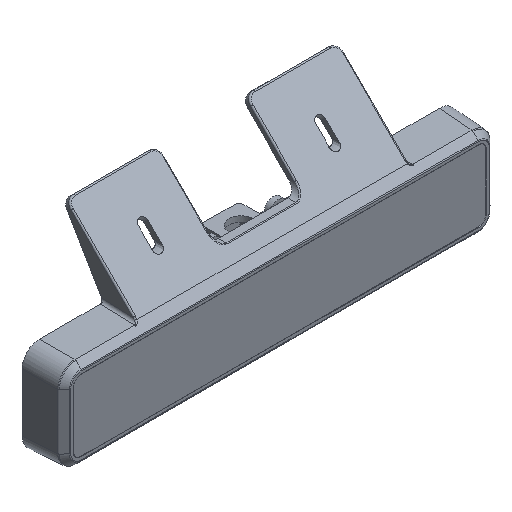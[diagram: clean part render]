
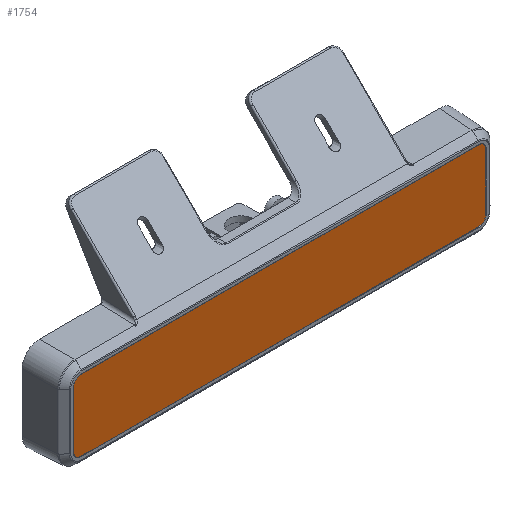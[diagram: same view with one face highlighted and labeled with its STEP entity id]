
A CAD part, isometric view. The second image highlights one B-rep face of the part: STEP entity #1754.
In plain terms, the highlighted planar face has unit normal (0, -1, 0).
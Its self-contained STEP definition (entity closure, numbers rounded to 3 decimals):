
#1285=FACE_OUTER_BOUND('',#3264,.T.);
#1754=ADVANCED_FACE('',(#1285),#2270,.T.);
#2270=PLANE('',#10806);
#2645=CIRCLE('',#10796,2.4);
#2646=CIRCLE('',#10799,2.4);
#2647=CIRCLE('',#10804,2.5);
#2648=CIRCLE('',#10805,2.5);
#3264=EDGE_LOOP('',(#4628,#4629,#4630,#4631,#4632,#4633,#4634,#4635));
#4628=ORIENTED_EDGE('',*,*,#7780,.T.);
#4629=ORIENTED_EDGE('',*,*,#7784,.T.);
#4630=ORIENTED_EDGE('',*,*,#7782,.T.);
#4631=ORIENTED_EDGE('',*,*,#7772,.T.);
#4632=ORIENTED_EDGE('',*,*,#7774,.T.);
#4633=ORIENTED_EDGE('',*,*,#7776,.T.);
#4634=ORIENTED_EDGE('',*,*,#7778,.T.);
#4635=ORIENTED_EDGE('',*,*,#7785,.T.);
#6718=VERTEX_POINT('',#15011);
#6719=VERTEX_POINT('',#15013);
#6720=VERTEX_POINT('',#15017);
#6721=VERTEX_POINT('',#15021);
#6722=VERTEX_POINT('',#15025);
#6723=VERTEX_POINT('',#15029);
#6724=VERTEX_POINT('',#15031);
#6725=VERTEX_POINT('',#15035);
#7772=EDGE_CURVE('',#6718,#6719,#2645,.T.);
#7774=EDGE_CURVE('',#6719,#6720,#9053,.T.);
#7776=EDGE_CURVE('',#6720,#6721,#2646,.T.);
#7778=EDGE_CURVE('',#6721,#6722,#9056,.T.);
#7780=EDGE_CURVE('',#6724,#6723,#9058,.T.);
#7782=EDGE_CURVE('',#6725,#6718,#9060,.T.);
#7784=EDGE_CURVE('',#6723,#6725,#2647,.T.);
#7785=EDGE_CURVE('',#6722,#6724,#2648,.T.);
#9053=LINE('',#15018,#10001);
#9056=LINE('',#15026,#10004);
#9058=LINE('',#15030,#10006);
#9060=LINE('',#15034,#10008);
#10001=VECTOR('',#12273,1.);
#10004=VECTOR('',#12282,1.);
#10006=VECTOR('',#12286,1.);
#10008=VECTOR('',#12290,1.);
#10796=AXIS2_PLACEMENT_3D('',#15014,#12268,#12269);
#10799=AXIS2_PLACEMENT_3D('',#15022,#12277,#12278);
#10804=AXIS2_PLACEMENT_3D('',#15038,#12294,#12295);
#10805=AXIS2_PLACEMENT_3D('',#15039,#12296,#12297);
#10806=AXIS2_PLACEMENT_3D('',#15040,#12298,#12299);
#12268=DIRECTION('',(0.,-1.,0.));
#12269=DIRECTION('',(0.,0.,-1.));
#12273=DIRECTION('',(-1.,0.,0.));
#12277=DIRECTION('',(0.,-1.,0.));
#12278=DIRECTION('',(0.,0.,-1.));
#12282=DIRECTION('',(0.,0.,-1.));
#12286=DIRECTION('',(1.,0.,0.));
#12290=DIRECTION('',(0.,0.,1.));
#12294=DIRECTION('',(0.,-1.,0.));
#12295=DIRECTION('',(0.,0.,-1.));
#12296=DIRECTION('',(0.,-1.,0.));
#12297=DIRECTION('',(0.,0.,-1.));
#12298=DIRECTION('',(0.,-1.,0.));
#12299=DIRECTION('',(0.,0.,-1.));
#15011=CARTESIAN_POINT('',(71.101,0.05,-1.5));
#15013=CARTESIAN_POINT('',(68.701,0.05,0.9));
#15014=CARTESIAN_POINT('',(68.701,0.05,-1.5));
#15017=CARTESIAN_POINT('',(-68.701,0.05,0.9));
#15018=CARTESIAN_POINT('',(0.,0.05,0.9));
#15021=CARTESIAN_POINT('',(-71.101,0.05,-1.5));
#15022=CARTESIAN_POINT('',(-68.701,0.05,-1.5));
#15025=CARTESIAN_POINT('',(-71.101,0.05,-21.022));
#15026=CARTESIAN_POINT('',(-71.101,0.05,1.));
#15029=CARTESIAN_POINT('',(68.601,0.05,-23.522));
#15030=CARTESIAN_POINT('',(0.,0.05,-23.522));
#15031=CARTESIAN_POINT('',(-68.601,0.05,-23.522));
#15034=CARTESIAN_POINT('',(71.101,0.05,1.));
#15035=CARTESIAN_POINT('',(71.101,0.05,-21.022));
#15038=CARTESIAN_POINT('',(68.601,0.05,-21.022));
#15039=CARTESIAN_POINT('',(-68.601,0.05,-21.022));
#15040=CARTESIAN_POINT('',(0.,0.05,3.275));
